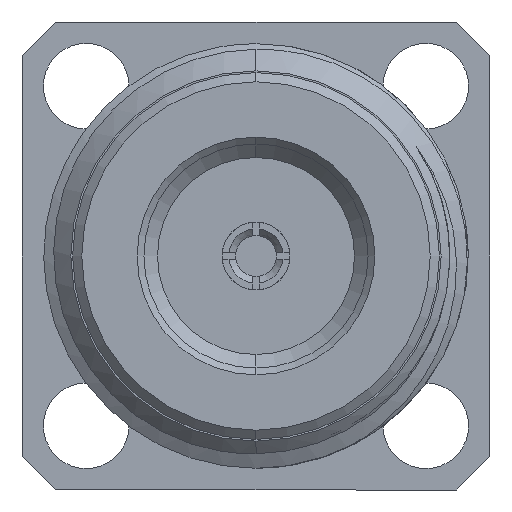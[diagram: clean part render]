
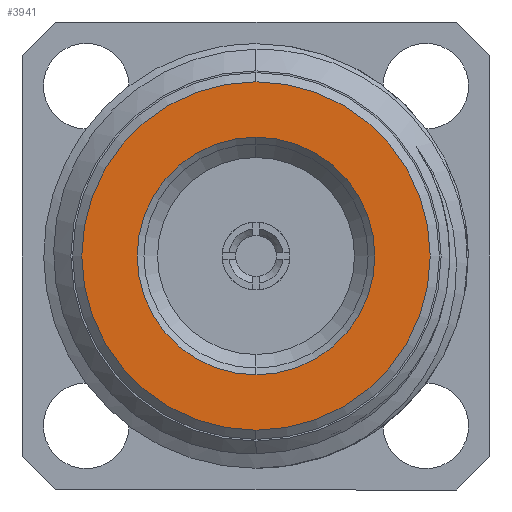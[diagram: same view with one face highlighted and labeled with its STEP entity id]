
A CAD part, left-side view. The second image highlights one B-rep face of the part: STEP entity #3941.
In plain terms, the highlighted planar face has unit normal (-1, 0, 0).
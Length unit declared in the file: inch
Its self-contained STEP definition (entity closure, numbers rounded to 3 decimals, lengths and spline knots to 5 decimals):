
#7 = EDGE_LOOP ( 'NONE', ( #1569, #1327 ) ) ;
#61 = CIRCLE ( 'NONE', #2496, 0.25643 ) ;
#63 = CARTESIAN_POINT ( 'NONE',  ( 0., 0., 0. ) ) ;
#181 = AXIS2_PLACEMENT_3D ( 'NONE', #414, #751, #1441 ) ;
#237 = CARTESIAN_POINT ( 'NONE',  ( 0., 0., 0.25643 ) ) ;
#414 = CARTESIAN_POINT ( 'NONE',  ( 0., 0., 0. ) ) ;
#654 = DIRECTION ( 'NONE',  ( 0., 0., 1. ) ) ;
#679 = CARTESIAN_POINT ( 'NONE',  ( 0., 0., 0. ) ) ;
#751 = DIRECTION ( 'NONE',  ( 1., 0., 0. ) ) ;
#856 = FACE_OUTER_BOUND ( 'NONE', #7, .T. ) ;
#877 = VERTEX_POINT ( 'NONE', #2364 ) ;
#983 = CARTESIAN_POINT ( 'NONE',  ( 0., 0., 0. ) ) ;
#1285 = FACE_BOUND ( 'NONE', #2036, .T. ) ;
#1327 = ORIENTED_EDGE ( 'NONE', *, *, #1969, .T. ) ;
#1427 = DIRECTION ( 'NONE',  ( 0., 0., -1. ) ) ;
#1441 = DIRECTION ( 'NONE',  ( 0., 0., 1. ) ) ;
#1569 = ORIENTED_EDGE ( 'NONE', *, *, #3953, .T. ) ;
#1602 = CARTESIAN_POINT ( 'NONE',  ( 0., 0., 0. ) ) ;
#1785 = AXIS2_PLACEMENT_3D ( 'NONE', #983, #3348, #1997 ) ;
#1835 = AXIS2_PLACEMENT_3D ( 'NONE', #679, #4067, #1427 ) ;
#1908 = VERTEX_POINT ( 'NONE', #3606 ) ;
#1969 = EDGE_CURVE ( 'NONE', #3319, #1908, #2481, .T. ) ;
#1997 = DIRECTION ( 'NONE',  ( 0., 0., 1. ) ) ;
#2036 = EDGE_LOOP ( 'NONE', ( #2934, #2926 ) ) ;
#2163 = AXIS2_PLACEMENT_3D ( 'NONE', #1602, #2356, #654 ) ;
#2356 = DIRECTION ( 'NONE',  ( 1., 0., 0. ) ) ;
#2364 = CARTESIAN_POINT ( 'NONE',  ( 0., 0., -0.175 ) ) ;
#2481 = CIRCLE ( 'NONE', #1785, 0.25643 ) ;
#2496 = AXIS2_PLACEMENT_3D ( 'NONE', #63, #3722, #3057 ) ;
#2845 = EDGE_CURVE ( 'NONE', #4109, #877, #3848, .T. ) ;
#2926 = ORIENTED_EDGE ( 'NONE', *, *, #3751, .T. ) ;
#2934 = ORIENTED_EDGE ( 'NONE', *, *, #2845, .T. ) ;
#3057 = DIRECTION ( 'NONE',  ( 0., 0., 1. ) ) ;
#3285 = CIRCLE ( 'NONE', #181, 0.175 ) ;
#3319 = VERTEX_POINT ( 'NONE', #237 ) ;
#3348 = DIRECTION ( 'NONE',  ( -1., 0., 0. ) ) ;
#3476 = CARTESIAN_POINT ( 'NONE',  ( 0., 0., 0.175 ) ) ;
#3606 = CARTESIAN_POINT ( 'NONE',  ( 0., 0., -0.25643 ) ) ;
#3722 = DIRECTION ( 'NONE',  ( -1., 0., 0. ) ) ;
#3751 = EDGE_CURVE ( 'NONE', #877, #4109, #3285, .T. ) ;
#3848 = CIRCLE ( 'NONE', #2163, 0.175 ) ;
#3941 = ADVANCED_FACE ( 'NONE', ( #856, #1285 ), #3991, .F. ) ;
#3953 = EDGE_CURVE ( 'NONE', #1908, #3319, #61, .T. ) ;
#3991 = PLANE ( 'NONE',  #1835 ) ;
#4067 = DIRECTION ( 'NONE',  ( 1., 0., 0. ) ) ;
#4109 = VERTEX_POINT ( 'NONE', #3476 ) ;
